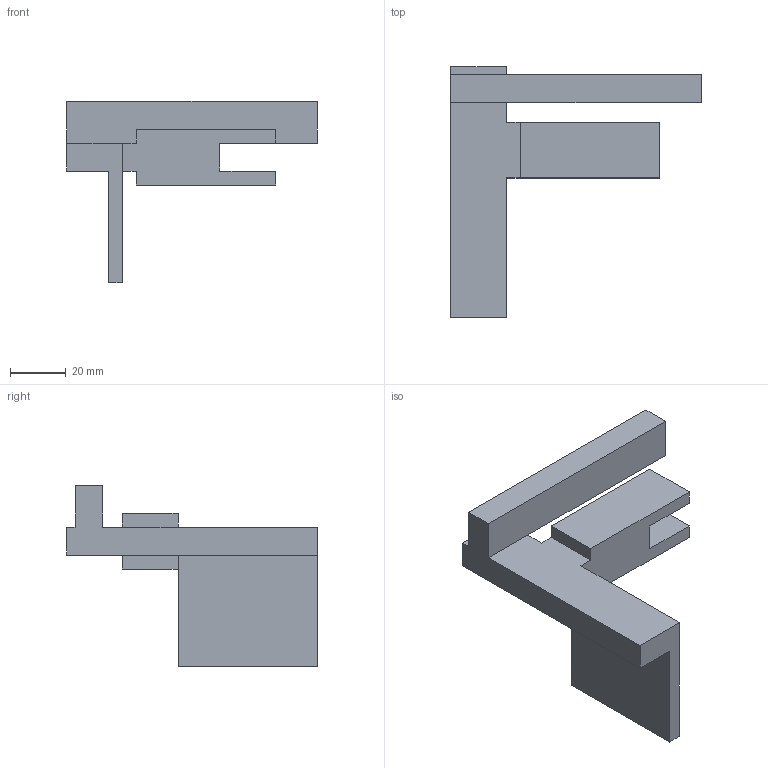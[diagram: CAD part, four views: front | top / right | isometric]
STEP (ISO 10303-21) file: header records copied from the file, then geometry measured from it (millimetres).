
FILE_DESCRIPTION(('STEP AP214'), '1');
FILE_NAME('klesh_nedvig', '', ('UNSPECIFIED'), ('UNSPECIFIED'), 'C3D Converter', 'C3D Toolkit', '');
FILE_SCHEMA(('AUTOMOTIVE_DESIGN { 1 0 10303 214 3 1 1}'));
Length unit declared in the file: millimetre
Bounding box: 90 x 90 x 65 mm (x, y, z)
Volume: 58500 mm3; surface area: 19700 mm2
Topology: 1 solids, 1 shells, 27 faces, 72 edges, 47 vertices
Faces by surface type: plane 27
Entity records: 862 total; most frequent: CARTESIAN_POINT 147, ORIENTED_EDGE 144, DIRECTION 128, EDGE_CURVE 72, LINE 72, VECTOR 72, VERTEX_POINT 47, AXIS2_PLACEMENT_3D 28
